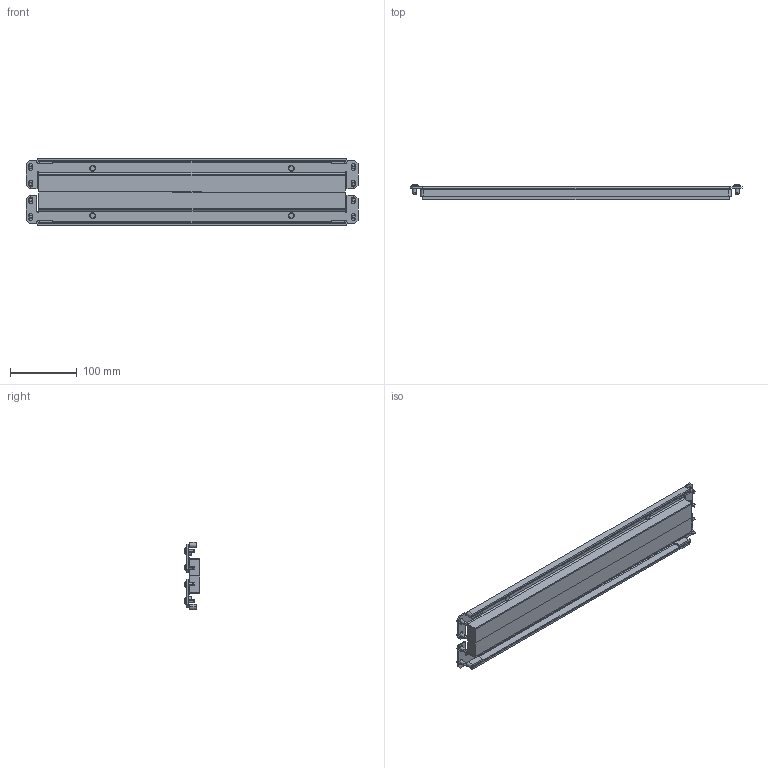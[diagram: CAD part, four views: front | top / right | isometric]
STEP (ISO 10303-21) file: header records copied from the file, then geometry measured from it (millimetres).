
FILE_DESCRIPTION (( 'STEP AP203' ), '1' );
FILE_NAME ('UR47402006000 Ïàíåëü óïëîòíåíèÿ ÏÑÓË ñðåäíÿÿ 100ìì RS52 60.00 (000.801.474-02).STEP', '2022-04-15T12:23:49', ( '' ), ( '' ), 'SwSTEP 2.0', 'SolidWorks 2017', '' );
FILE_SCHEMA (( 'CONFIG_CONTROL_DESIGN' ));
Length unit declared in the file: millimetre
Products named in the file (7): UR47402006000 Ïàíåëü óïëîòíåíèÿ ÏÑÓË ñðåäíÿÿ 100ìì RS52 60.00 (000.801.474-02); ч蜱齁罻 ST-9; 003-435 Ïàíåëü îñíîâàíèÿ_04 (00.60); ﾋ褊 ﾏﾑﾓﾋ LC3 00.80_04 (00.60); Óïëîòíèòåëü 3õ10 ïàíåëåé îñíîâàíèÿ LC3 00.80_04 (00.60); 000.130.374 Ïàíåëü îñíîâàíèÿ_04 (00.60); Âèíò DIN 7500 C TORX_Œ5å12
Assembly tree (15 placements, depth 3):
  UR47402006000 Ïàíåëü óïëîòíåíèÿ ÏÑÓË ñðåäíÿÿ 100ìì RS52 60.00 (000.801.474-02)
    000.130.374 Ïàíåëü îñíîâàíèÿ_04 (00.60)  x2
      003-435 Ïàíåëü îñíîâàíèÿ_04 (00.60)
      ﾋ褊 ﾏﾑﾓﾋ LC3 00.80_04 (00.60)
      Óïëîòíèòåëü 3õ10 ïàíåëåé îñíîâàíèÿ LC3 00.80_04 (00.60)
      ч蜱齁罻 ST-9
    Âèíò DIN 7500 C TORX_Œ5å12  x8
Bounding box: 498 x 22.69 x 101 mm (x, y, z)
Volume: 475194.3 mm3; surface area: 208595.8 mm2
Topology: 18 solids, 18 shells, 596 faces, 1512 edges, 968 vertices
Faces by surface type: plane 284, cylinder 224, cone 40, torus 32, sphere 16
Entity records: 5681 total; most frequent: CARTESIAN_POINT 918, DIRECTION 837, ORIENTED_EDGE 764, EDGE_CURVE 382, AXIS2_PLACEMENT_3D 305, VERTEX_POINT 240, LINE 227, VECTOR 227
